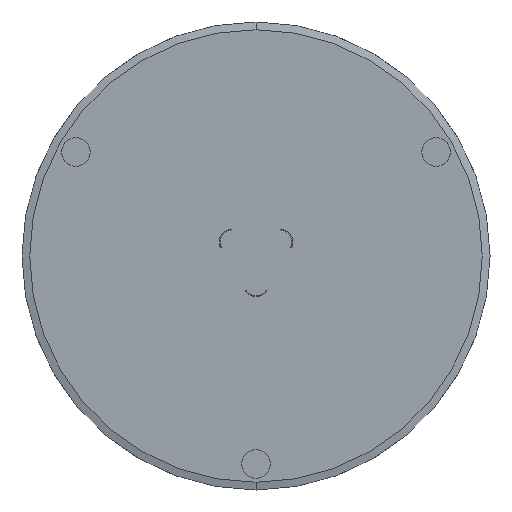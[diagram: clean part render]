
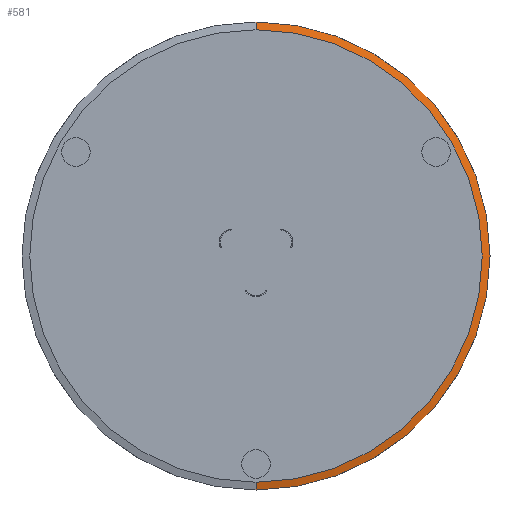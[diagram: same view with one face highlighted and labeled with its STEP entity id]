
A CAD part, front view. The second image highlights one B-rep face of the part: STEP entity #581.
In plain terms, the highlighted conical face has half-angle 75 degrees and reference radius 112.5 mm.
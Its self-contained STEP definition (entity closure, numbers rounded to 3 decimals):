
#14 = EDGE_CURVE ( 'NONE', #718, #307, #158, .T. ) ;
#55 = ORIENTED_EDGE ( 'NONE', *, *, #495, .T. ) ;
#71 = CARTESIAN_POINT ( 'NONE',  ( 0., 0.922, -112.5 ) ) ;
#135 = CARTESIAN_POINT ( 'NONE',  ( 0., -0.078, 0. ) ) ;
#138 = EDGE_CURVE ( 'NONE', #874, #307, #394, .T. ) ;
#153 = ORIENTED_EDGE ( 'NONE', *, *, #138, .T. ) ;
#158 = LINE ( 'NONE', #369, #408 ) ;
#214 = DIRECTION ( 'NONE',  ( 0., -1., 0. ) ) ;
#253 = EDGE_CURVE ( 'NONE', #342, #718, #305, .T. ) ;
#254 = CARTESIAN_POINT ( 'NONE',  ( 0., 0.922, 0. ) ) ;
#260 = DIRECTION ( 'NONE',  ( 0., 0., -1. ) ) ;
#271 = ORIENTED_EDGE ( 'NONE', *, *, #253, .F. ) ;
#283 = CARTESIAN_POINT ( 'NONE',  ( 0., -0.078, -108.768 ) ) ;
#286 = AXIS2_PLACEMENT_3D ( 'NONE', #135, #214, #492 ) ;
#305 = CIRCLE ( 'NONE', #286, 108.768 ) ;
#307 = VERTEX_POINT ( 'NONE', #419 ) ;
#342 = VERTEX_POINT ( 'NONE', #283 ) ;
#369 = CARTESIAN_POINT ( 'NONE',  ( 0., 0.922, 112.5 ) ) ;
#394 = CIRCLE ( 'NONE', #745, 112.352 ) ;
#404 = ORIENTED_EDGE ( 'NONE', *, *, #14, .F. ) ;
#408 = VECTOR ( 'NONE', #677, 1000. ) ;
#419 = CARTESIAN_POINT ( 'NONE',  ( 0., 0.882, 112.352 ) ) ;
#465 = EDGE_LOOP ( 'NONE', ( #271, #55, #153, #404 ) ) ;
#489 = VECTOR ( 'NONE', #752, 1000. ) ;
#492 = DIRECTION ( 'NONE',  ( 0., 0., 1. ) ) ;
#495 = EDGE_CURVE ( 'NONE', #342, #874, #603, .T. ) ;
#559 = CONICAL_SURFACE ( 'NONE', #576, 112.5, 1.309 ) ;
#576 = AXIS2_PLACEMENT_3D ( 'NONE', #254, #930, #777 ) ;
#581 = ADVANCED_FACE ( 'NONE', ( #789 ), #559, .T. ) ;
#603 = LINE ( 'NONE', #71, #489 ) ;
#629 = DIRECTION ( 'NONE',  ( 0., -1., 0. ) ) ;
#677 = DIRECTION ( 'NONE',  ( 0., 0.259, 0.966 ) ) ;
#718 = VERTEX_POINT ( 'NONE', #723 ) ;
#723 = CARTESIAN_POINT ( 'NONE',  ( 0., -0.078, 108.768 ) ) ;
#745 = AXIS2_PLACEMENT_3D ( 'NONE', #786, #629, #260 ) ;
#750 = CARTESIAN_POINT ( 'NONE',  ( 0., 0.882, -112.352 ) ) ;
#752 = DIRECTION ( 'NONE',  ( 0., 0.259, -0.966 ) ) ;
#777 = DIRECTION ( 'NONE',  ( 0., 0., 1. ) ) ;
#786 = CARTESIAN_POINT ( 'NONE',  ( 0., 0.882, 0. ) ) ;
#789 = FACE_OUTER_BOUND ( 'NONE', #465, .T. ) ;
#874 = VERTEX_POINT ( 'NONE', #750 ) ;
#930 = DIRECTION ( 'NONE',  ( 0., 1., 0. ) ) ;
